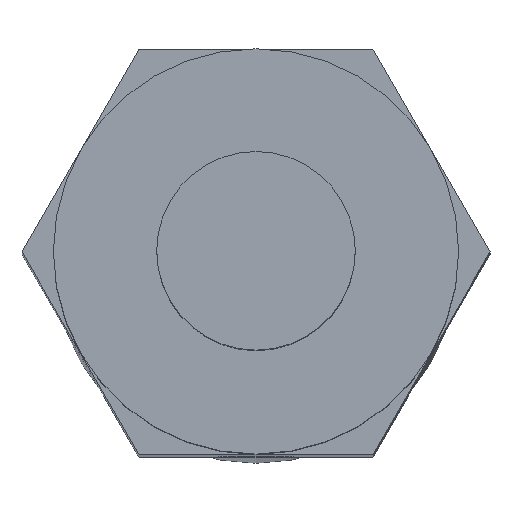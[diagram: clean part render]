
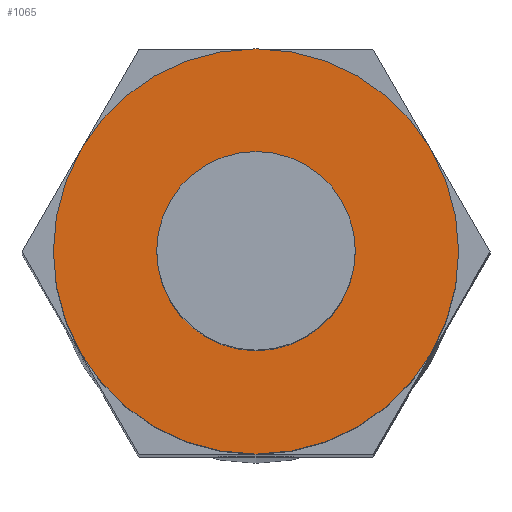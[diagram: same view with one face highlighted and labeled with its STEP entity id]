
A CAD part, top view. The second image highlights one B-rep face of the part: STEP entity #1065.
In plain terms, the highlighted planar face has unit normal (0, 0, 1).
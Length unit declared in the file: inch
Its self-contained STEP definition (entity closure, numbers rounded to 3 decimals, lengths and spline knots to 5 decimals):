
#57=CARTESIAN_POINT('',(-0.25,0.,1.25));
#58=VERTEX_POINT('',#57);
#101=CARTESIAN_POINT('',(0.25,0.,1.25));
#102=VERTEX_POINT('',#101);
#109=CARTESIAN_POINT('',(0.0,0.0,1.25));
#110=DIRECTION('',(0.0,0.0,-1.0));
#111=DIRECTION('',(-1.0,0.0,0.0));
#112=AXIS2_PLACEMENT_3D('',#109,#110,#111);
#113=CIRCLE('',#112,0.25);
#114=EDGE_CURVE('',#102,#58,#113,.T.);
#124=CARTESIAN_POINT('',(-0.1225,0.,1.25));
#125=VERTEX_POINT('',#124);
#134=CARTESIAN_POINT('',(0.1225,0.,1.25));
#135=VERTEX_POINT('',#134);
#136=CARTESIAN_POINT('',(0.0,0.0,1.25));
#137=DIRECTION('',(0.0,0.0,-1.0));
#138=DIRECTION('',(-1.0,0.0,0.0));
#139=AXIS2_PLACEMENT_3D('',#136,#137,#138);
#140=CIRCLE('',#139,0.1225);
#141=EDGE_CURVE('',#135,#125,#140,.T.);
#981=CARTESIAN_POINT('',(0.0,0.0,1.25));
#982=DIRECTION('',(0.0,0.0,-1.0));
#983=DIRECTION('',(-1.0,0.0,0.0));
#984=AXIS2_PLACEMENT_3D('',#981,#982,#983);
#985=CIRCLE('',#984,0.1225);
#986=EDGE_CURVE('',#125,#135,#985,.T.);
#1007=CARTESIAN_POINT('',(0.0,0.0,1.25));
#1008=DIRECTION('',(0.0,0.0,-1.0));
#1009=DIRECTION('',(-1.0,0.0,0.0));
#1010=AXIS2_PLACEMENT_3D('',#1007,#1008,#1009);
#1011=CIRCLE('',#1010,0.25);
#1012=EDGE_CURVE('',#58,#102,#1011,.T.);
#1052=CARTESIAN_POINT('',(0.0,0.0,1.25));
#1053=DIRECTION('',(0.0,0.0,-1.0));
#1054=DIRECTION('',(-1.0,0.0,0.0));
#1055=AXIS2_PLACEMENT_3D('',#1052,#1053,#1054);
#1056=PLANE('',#1055);
#1057=ORIENTED_EDGE('',*,*,#114,.F.);
#1058=ORIENTED_EDGE('',*,*,#1012,.F.);
#1059=EDGE_LOOP('',(#1057,#1058));
#1060=FACE_OUTER_BOUND('',#1059,.T.);
#1061=ORIENTED_EDGE('',*,*,#141,.T.);
#1062=ORIENTED_EDGE('',*,*,#986,.T.);
#1063=EDGE_LOOP('',(#1061,#1062));
#1064=FACE_BOUND('',#1063,.T.);
#1065=ADVANCED_FACE('',(#1060,#1064),#1056,.F.);
